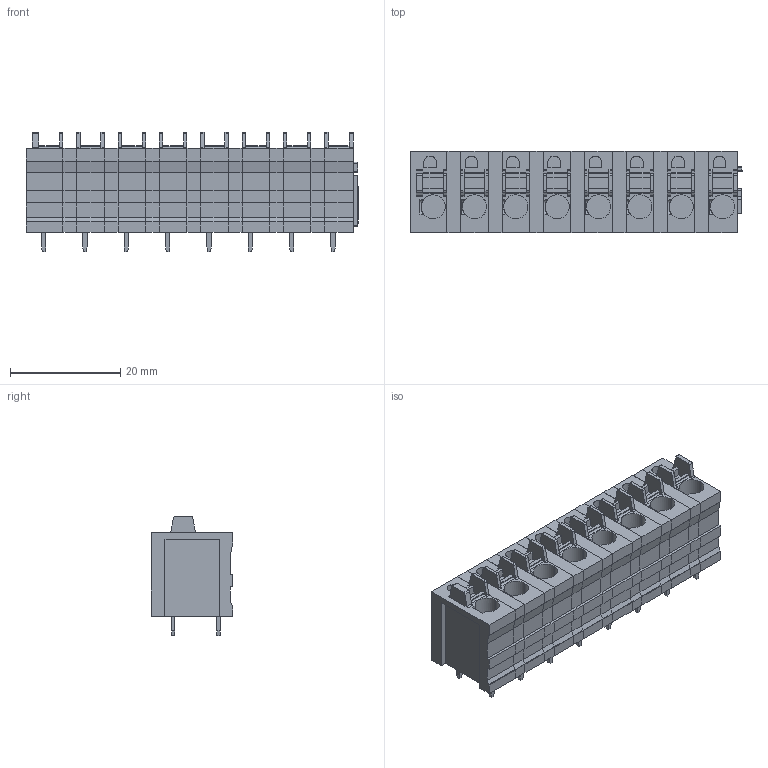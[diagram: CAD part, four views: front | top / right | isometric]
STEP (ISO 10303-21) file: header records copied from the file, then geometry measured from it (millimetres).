
FILE_DESCRIPTION(('CATIA V5 STEP Exchange','CAx-IF Rec.Pracs.--- Model Styling and Organization---1.4--- 2014-01-23'),'2;1');
FILE_NAME ('1296402-1_0', '2022-05-31T06:46:48+00:00', ('none'), ('Weidmueller'), 'CATIA Version 5-6 Release 2016 SP3 HF44', 'CATIA V5 STEP AP214', 'none');
FILE_SCHEMA(('AUTOMOTIVE_DESIGN { 1 0 10303 214 1 1 1 1 }'));
Length unit declared in the file: millimetre
Products named in the file (1): 2774820000
Bounding box: 60.23 x 14.8 x 21.6 mm (x, y, z)
Volume: 12283.1 mm3; surface area: 12126.9 mm2
Topology: 31 solids, 31 shells, 726 faces, 1935 edges, 1290 vertices
Faces by surface type: plane 591, cylinder 135
Entity records: 23054 total; most frequent: CARTESIAN_POINT 4610, ORIENTED_EDGE 3870, DIRECTION 3170, EDGE_CURVE 1935, VECTOR 1649, LINE 1649, VERTEX_POINT 1290, AXIS2_PLACEMENT_3D 867
